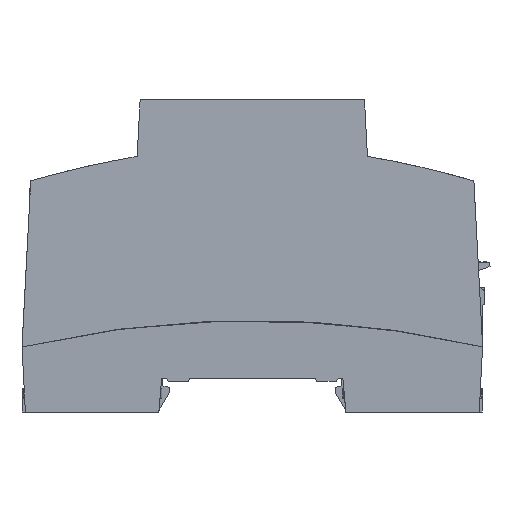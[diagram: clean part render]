
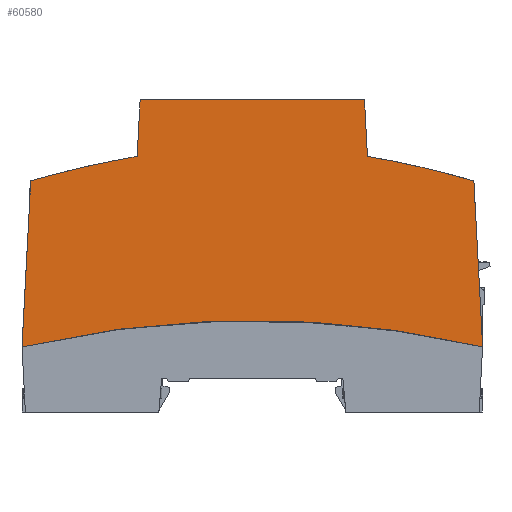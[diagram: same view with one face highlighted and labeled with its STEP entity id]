
A CAD part, left-side view. The second image highlights one B-rep face of the part: STEP entity #60580.
In plain terms, the highlighted planar face has unit normal (-1, 0, 0.009).
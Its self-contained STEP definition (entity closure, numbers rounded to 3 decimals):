
#31720=CARTESIAN_POINT('',(0.329,67.503,
49.954));
#31730=VERTEX_POINT('',#31720);
#31880=CARTESIAN_POINT('',(0.425,66.926,
60.966));
#31890=VERTEX_POINT('',#31880);
#31920=CARTESIAN_POINT('',(0.258,67.929,
41.83));
#31930=DIRECTION('',(0.009,-0.052,
0.999));
#31940=VECTOR('',#31930,1.);
#31950=LINE('',#31920,#31940);
#31960=EDGE_CURVE('',#31730,#31890,#31950,.T.);
#47890=CARTESIAN_POINT('',(-1.697,45.003,
-182.196));
#47900=DIRECTION('',(1.,0.,
-0.009));
#47910=DIRECTION('',(0.009,0.223,
0.975));
#47920=AXIS2_PLACEMENT_3D('',#47890,#47900,#47910);
#47930=CIRCLE('',#47920,200.046);
#47940=CARTESIAN_POINT('',(0.004,90.005,
12.715));
#47950=VERTEX_POINT('',#47940);
#47960=CARTESIAN_POINT('',(0.004,0.001,
12.715));
#47970=VERTEX_POINT('',#47960);
#47980=EDGE_CURVE('',#47950,#47970,#47930,.T.);
#55480=CARTESIAN_POINT('',(0.425,23.08,
60.966));
#55490=VERTEX_POINT('',#55480);
#55660=CARTESIAN_POINT('',(0.329,22.503,
49.954));
#55670=VERTEX_POINT('',#55660);
#55700=CARTESIAN_POINT('',(0.258,22.078,
41.83));
#55710=DIRECTION('',(0.009,0.052,
0.999));
#55720=VECTOR('',#55710,1.);
#55730=LINE('',#55700,#55720);
#55740=EDGE_CURVE('',#55670,#55490,#55730,.T.);
#60010=CARTESIAN_POINT('',(0.425,45.103,
60.966));
#60020=DIRECTION('',(0.,-1.,0.));
#60030=VECTOR('',#60020,1.);
#60040=LINE('',#60010,#60030);
#60050=EDGE_CURVE('',#31890,#55490,#60040,.T.);
#60170=CARTESIAN_POINT('',(0.082,45.003,
21.664));
#60180=DIRECTION('',(-1.,0.,
0.009));
#60190=DIRECTION('',(0.,1.,0.));
#60200=AXIS2_PLACEMENT_3D('',#60170,#60180,#60190);
#60210=PLANE('',#60200);
#60220=CARTESIAN_POINT('',(0.258,88.48,
41.83));
#60230=DIRECTION('',(-0.009,0.052,
-0.999));
#60240=VECTOR('',#60230,1.);
#60250=LINE('',#60220,#60240);
#60260=CARTESIAN_POINT('',(0.287,88.306,
45.139));
#60270=VERTEX_POINT('',#60260);
#60280=EDGE_CURVE('',#60270,#47950,#60250,.T.);
#60290=ORIENTED_EDGE('',*,*,#60280,.T.);
#60300=CARTESIAN_POINT('',(-1.39,32.874,
-147.025));
#60310=DIRECTION('',(-1.,0.,
0.009));
#60320=DIRECTION('',(-0.009,0.,
-1.));
#60330=AXIS2_PLACEMENT_3D('',#60300,#60310,#60320);
#60340=ELLIPSE('',#60330,200.008,200.);
#60350=EDGE_CURVE('',#31730,#60270,#60340,.T.);
#60360=ORIENTED_EDGE('',*,*,#60350,.T.);
#60370=ORIENTED_EDGE('',*,*,#31960,.F.);
#60380=ORIENTED_EDGE('',*,*,#60050,.F.);
#60390=ORIENTED_EDGE('',*,*,#55740,.T.);
#60400=CARTESIAN_POINT('',(-1.39,57.132,
-147.025));
#60410=DIRECTION('',(-1.,0.,
0.009));
#60420=DIRECTION('',(-0.009,0.,
-1.));
#60430=AXIS2_PLACEMENT_3D('',#60400,#60410,#60420);
#60440=ELLIPSE('',#60430,200.008,200.);
#60450=CARTESIAN_POINT('',(0.287,1.701,
45.139));
#60460=VERTEX_POINT('',#60450);
#60470=EDGE_CURVE('',#60460,#55670,#60440,.T.);
#60480=ORIENTED_EDGE('',*,*,#60470,.T.);
#60490=CARTESIAN_POINT('',(0.258,1.527,
41.83));
#60500=DIRECTION('',(0.009,0.052,
0.999));
#60510=VECTOR('',#60500,1.);
#60520=LINE('',#60490,#60510);
#60530=EDGE_CURVE('',#47970,#60460,#60520,.T.);
#60540=ORIENTED_EDGE('',*,*,#60530,.T.);
#60550=ORIENTED_EDGE('',*,*,#47980,.T.);
#60560=EDGE_LOOP('',(#60550,#60540,#60480,#60390,#60380,#60370,#60360,
#60290));
#60570=FACE_OUTER_BOUND('',#60560,.T.);
#60580=ADVANCED_FACE('',(#60570),#60210,.T.);
